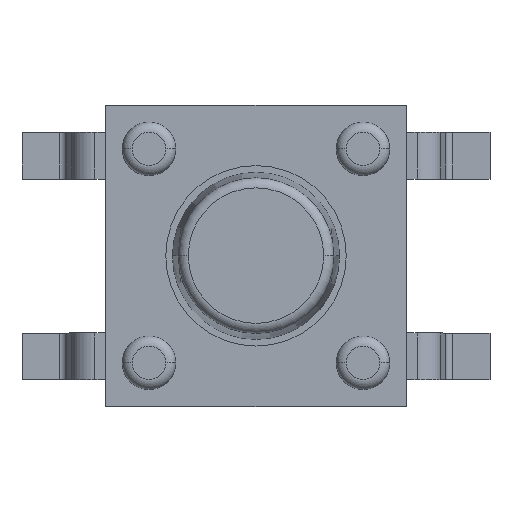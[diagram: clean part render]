
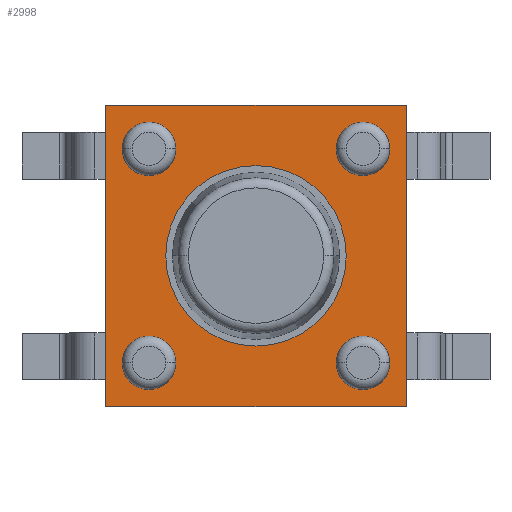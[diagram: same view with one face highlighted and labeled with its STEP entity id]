
A CAD part, top view. The second image highlights one B-rep face of the part: STEP entity #2998.
In plain terms, the highlighted planar face has unit normal (0, 0, 1).
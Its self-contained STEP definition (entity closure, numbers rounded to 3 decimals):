
#5 = CARTESIAN_POINT ( 'NONE',  ( 1.2, -1.6, 2.9 ) ) ;
#34 = FACE_BOUND ( 'NONE', #3269, .T. ) ;
#136 = AXIS2_PLACEMENT_3D ( 'NONE', #6657, #2702, #5574 ) ;
#292 = AXIS2_PLACEMENT_3D ( 'NONE', #9376, #14957, #6590 ) ;
#353 = AXIS2_PLACEMENT_3D ( 'NONE', #11827, #2616, #1066 ) ;
#499 = CARTESIAN_POINT ( 'NONE',  ( 0., 0., 2.9 ) ) ;
#579 = EDGE_CURVE ( 'NONE', #4877, #2437, #4768, .T. ) ;
#908 = CARTESIAN_POINT ( 'NONE',  ( 2., 1.6, 2.9 ) ) ;
#1005 = AXIS2_PLACEMENT_3D ( 'NONE', #15516, #13550, #9512 ) ;
#1066 = DIRECTION ( 'NONE',  ( 1., 0., 0. ) ) ;
#1336 = CARTESIAN_POINT ( 'NONE',  ( 1.35, 0., 2.9 ) ) ;
#1343 = AXIS2_PLACEMENT_3D ( 'NONE', #499, #3224, #15551 ) ;
#1400 = FACE_BOUND ( 'NONE', #17319, .T. ) ;
#1500 = DIRECTION ( 'NONE',  ( -1., 0., 0. ) ) ;
#1521 = EDGE_CURVE ( 'NONE', #2405, #3542, #10902, .T. ) ;
#2115 = CARTESIAN_POINT ( 'NONE',  ( 2., -1.6, 2.9 ) ) ;
#2136 = CARTESIAN_POINT ( 'NONE',  ( 2.25, -2.25, 2.9 ) ) ;
#2405 = VERTEX_POINT ( 'NONE', #16154 ) ;
#2437 = VERTEX_POINT ( 'NONE', #5 ) ;
#2537 = EDGE_CURVE ( 'NONE', #5781, #15668, #16662, .T. ) ;
#2585 = CARTESIAN_POINT ( 'NONE',  ( 2.25, 2.25, 2.9 ) ) ;
#2616 = DIRECTION ( 'NONE',  ( 0., 0., 1. ) ) ;
#2702 = DIRECTION ( 'NONE',  ( 0., 0., 1. ) ) ;
#2998 = ADVANCED_FACE ( 'NONE', ( #1400, #16449, #34, #12160, #6812, #16538 ), #8086, .F. ) ;
#3113 = VERTEX_POINT ( 'NONE', #12637 ) ;
#3166 = ORIENTED_EDGE ( 'NONE', *, *, #11862, .F. ) ;
#3224 = DIRECTION ( 'NONE',  ( 0., 0., 1. ) ) ;
#3269 = EDGE_LOOP ( 'NONE', ( #16725, #3780 ) ) ;
#3420 = CARTESIAN_POINT ( 'NONE',  ( 2.25, -2.25, 2.9 ) ) ;
#3542 = VERTEX_POINT ( 'NONE', #8761 ) ;
#3780 = ORIENTED_EDGE ( 'NONE', *, *, #6596, .F. ) ;
#3973 = EDGE_CURVE ( 'NONE', #3542, #8250, #10982, .T. ) ;
#3994 = AXIS2_PLACEMENT_3D ( 'NONE', #9841, #17671, #5341 ) ;
#4074 = EDGE_LOOP ( 'NONE', ( #15222, #7059, #15164, #13333 ) ) ;
#4101 = CARTESIAN_POINT ( 'NONE',  ( -2.25, -2.25, 2.9 ) ) ;
#4184 = DIRECTION ( 'NONE',  ( -1., 0., 0. ) ) ;
#4190 = AXIS2_PLACEMENT_3D ( 'NONE', #9600, #4293, #1500 ) ;
#4206 = DIRECTION ( 'NONE',  ( -1., 0., 0. ) ) ;
#4233 = VERTEX_POINT ( 'NONE', #9921 ) ;
#4293 = DIRECTION ( 'NONE',  ( 0., 0., 1. ) ) ;
#4464 = LINE ( 'NONE', #13812, #15351 ) ;
#4768 = CIRCLE ( 'NONE', #1005, 0.4 ) ;
#4816 = DIRECTION ( 'NONE',  ( -1., 0., 0. ) ) ;
#4877 = VERTEX_POINT ( 'NONE', #2115 ) ;
#5341 = DIRECTION ( 'NONE',  ( -1., 0., 0. ) ) ;
#5574 = DIRECTION ( 'NONE',  ( -1., 0., 0. ) ) ;
#5781 = VERTEX_POINT ( 'NONE', #11997 ) ;
#6379 = VECTOR ( 'NONE', #8930, 1000. ) ;
#6590 = DIRECTION ( 'NONE',  ( -1., 0., 0. ) ) ;
#6596 = EDGE_CURVE ( 'NONE', #13146, #4233, #11617, .T. ) ;
#6641 = EDGE_LOOP ( 'NONE', ( #15087, #17637 ) ) ;
#6657 = CARTESIAN_POINT ( 'NONE',  ( 1.6, -1.6, 2.9 ) ) ;
#6705 = CARTESIAN_POINT ( 'NONE',  ( -2.25, -2.25, 2.9 ) ) ;
#6775 = CIRCLE ( 'NONE', #136, 0.4 ) ;
#6812 = FACE_BOUND ( 'NONE', #6641, .T. ) ;
#7059 = ORIENTED_EDGE ( 'NONE', *, *, #16515, .T. ) ;
#7356 = CARTESIAN_POINT ( 'NONE',  ( -2., -1.6, 2.9 ) ) ;
#7508 = CARTESIAN_POINT ( 'NONE',  ( -1.6, -1.6, 2.9 ) ) ;
#7979 = VECTOR ( 'NONE', #9591, 1000. ) ;
#8086 = PLANE ( 'NONE',  #17763 ) ;
#8135 = AXIS2_PLACEMENT_3D ( 'NONE', #7508, #17390, #15789 ) ;
#8250 = VERTEX_POINT ( 'NONE', #2136 ) ;
#8329 = CIRCLE ( 'NONE', #292, 0.4 ) ;
#8372 = ORIENTED_EDGE ( 'NONE', *, *, #12636, .F. ) ;
#8750 = VECTOR ( 'NONE', #16263, 1000. ) ;
#8761 = CARTESIAN_POINT ( 'NONE',  ( -2.25, -2.25, 2.9 ) ) ;
#8930 = DIRECTION ( 'NONE',  ( 0., 1., 0. ) ) ;
#9246 = EDGE_CURVE ( 'NONE', #4233, #13146, #8329, .T. ) ;
#9274 = CIRCLE ( 'NONE', #353, 1.35 ) ;
#9297 = EDGE_CURVE ( 'NONE', #17328, #13874, #13815, .T. ) ;
#9376 = CARTESIAN_POINT ( 'NONE',  ( 1.6, 1.6, 2.9 ) ) ;
#9434 = CIRCLE ( 'NONE', #10283, 0.4 ) ;
#9508 = DIRECTION ( 'NONE',  ( 0., 0., -1. ) ) ;
#9512 = DIRECTION ( 'NONE',  ( -1., 0., 0. ) ) ;
#9591 = DIRECTION ( 'NONE',  ( 0., -1., 0. ) ) ;
#9600 = CARTESIAN_POINT ( 'NONE',  ( 1.6, 1.6, 2.9 ) ) ;
#9792 = AXIS2_PLACEMENT_3D ( 'NONE', #16412, #16498, #10686 ) ;
#9841 = CARTESIAN_POINT ( 'NONE',  ( -1.6, 1.6, 2.9 ) ) ;
#9894 = ORIENTED_EDGE ( 'NONE', *, *, #2537, .F. ) ;
#9921 = CARTESIAN_POINT ( 'NONE',  ( 1.2, 1.6, 2.9 ) ) ;
#10125 = EDGE_LOOP ( 'NONE', ( #16832, #9894 ) ) ;
#10283 = AXIS2_PLACEMENT_3D ( 'NONE', #11366, #12905, #4816 ) ;
#10686 = DIRECTION ( 'NONE',  ( -1., 0., 0. ) ) ;
#10902 = LINE ( 'NONE', #4101, #7979 ) ;
#10905 = CARTESIAN_POINT ( 'NONE',  ( 0., 0., 2.9 ) ) ;
#10956 = CIRCLE ( 'NONE', #8135, 0.4 ) ;
#10982 = LINE ( 'NONE', #6705, #8750 ) ;
#11366 = CARTESIAN_POINT ( 'NONE',  ( -1.6, 1.6, 2.9 ) ) ;
#11617 = CIRCLE ( 'NONE', #4190, 0.4 ) ;
#11827 = CARTESIAN_POINT ( 'NONE',  ( 0., 0., 2.9 ) ) ;
#11862 = EDGE_CURVE ( 'NONE', #13874, #17328, #10956, .T. ) ;
#11997 = CARTESIAN_POINT ( 'NONE',  ( -1.2, 1.6, 2.9 ) ) ;
#12132 = CARTESIAN_POINT ( 'NONE',  ( -2., 1.6, 2.9 ) ) ;
#12160 = FACE_BOUND ( 'NONE', #10125, .T. ) ;
#12287 = VERTEX_POINT ( 'NONE', #2585 ) ;
#12636 = EDGE_CURVE ( 'NONE', #2437, #4877, #6775, .T. ) ;
#12637 = CARTESIAN_POINT ( 'NONE',  ( -1.35, 0., 2.9 ) ) ;
#12737 = CARTESIAN_POINT ( 'NONE',  ( -1.2, -1.6, 2.9 ) ) ;
#12905 = DIRECTION ( 'NONE',  ( 0., 0., 1. ) ) ;
#13030 = LINE ( 'NONE', #3420, #6379 ) ;
#13146 = VERTEX_POINT ( 'NONE', #908 ) ;
#13333 = ORIENTED_EDGE ( 'NONE', *, *, #3973, .T. ) ;
#13550 = DIRECTION ( 'NONE',  ( 0., 0., 1. ) ) ;
#13767 = EDGE_CURVE ( 'NONE', #17091, #3113, #14557, .T. ) ;
#13812 = CARTESIAN_POINT ( 'NONE',  ( -2.25, 2.25, 2.9 ) ) ;
#13815 = CIRCLE ( 'NONE', #9792, 0.4 ) ;
#13874 = VERTEX_POINT ( 'NONE', #12737 ) ;
#14172 = EDGE_CURVE ( 'NONE', #15668, #5781, #9434, .T. ) ;
#14192 = EDGE_LOOP ( 'NONE', ( #14214, #3166 ) ) ;
#14214 = ORIENTED_EDGE ( 'NONE', *, *, #9297, .F. ) ;
#14557 = CIRCLE ( 'NONE', #1343, 1.35 ) ;
#14798 = EDGE_CURVE ( 'NONE', #8250, #12287, #13030, .T. ) ;
#14957 = DIRECTION ( 'NONE',  ( 0., 0., 1. ) ) ;
#15087 = ORIENTED_EDGE ( 'NONE', *, *, #13767, .F. ) ;
#15164 = ORIENTED_EDGE ( 'NONE', *, *, #1521, .T. ) ;
#15222 = ORIENTED_EDGE ( 'NONE', *, *, #14798, .T. ) ;
#15351 = VECTOR ( 'NONE', #4184, 1000. ) ;
#15516 = CARTESIAN_POINT ( 'NONE',  ( 1.6, -1.6, 2.9 ) ) ;
#15551 = DIRECTION ( 'NONE',  ( 1., 0., 0. ) ) ;
#15668 = VERTEX_POINT ( 'NONE', #12132 ) ;
#15789 = DIRECTION ( 'NONE',  ( -1., 0., 0. ) ) ;
#15845 = ORIENTED_EDGE ( 'NONE', *, *, #579, .F. ) ;
#15849 = EDGE_CURVE ( 'NONE', #3113, #17091, #9274, .T. ) ;
#16154 = CARTESIAN_POINT ( 'NONE',  ( -2.25, 2.25, 2.9 ) ) ;
#16263 = DIRECTION ( 'NONE',  ( 1., 0., 0. ) ) ;
#16412 = CARTESIAN_POINT ( 'NONE',  ( -1.6, -1.6, 2.9 ) ) ;
#16449 = FACE_BOUND ( 'NONE', #14192, .T. ) ;
#16498 = DIRECTION ( 'NONE',  ( 0., 0., 1. ) ) ;
#16515 = EDGE_CURVE ( 'NONE', #12287, #2405, #4464, .T. ) ;
#16538 = FACE_OUTER_BOUND ( 'NONE', #4074, .T. ) ;
#16662 = CIRCLE ( 'NONE', #3994, 0.4 ) ;
#16725 = ORIENTED_EDGE ( 'NONE', *, *, #9246, .F. ) ;
#16832 = ORIENTED_EDGE ( 'NONE', *, *, #14172, .F. ) ;
#17091 = VERTEX_POINT ( 'NONE', #1336 ) ;
#17319 = EDGE_LOOP ( 'NONE', ( #8372, #15845 ) ) ;
#17328 = VERTEX_POINT ( 'NONE', #7356 ) ;
#17390 = DIRECTION ( 'NONE',  ( 0., 0., 1. ) ) ;
#17637 = ORIENTED_EDGE ( 'NONE', *, *, #15849, .F. ) ;
#17671 = DIRECTION ( 'NONE',  ( 0., 0., 1. ) ) ;
#17763 = AXIS2_PLACEMENT_3D ( 'NONE', #10905, #9508, #4206 ) ;
